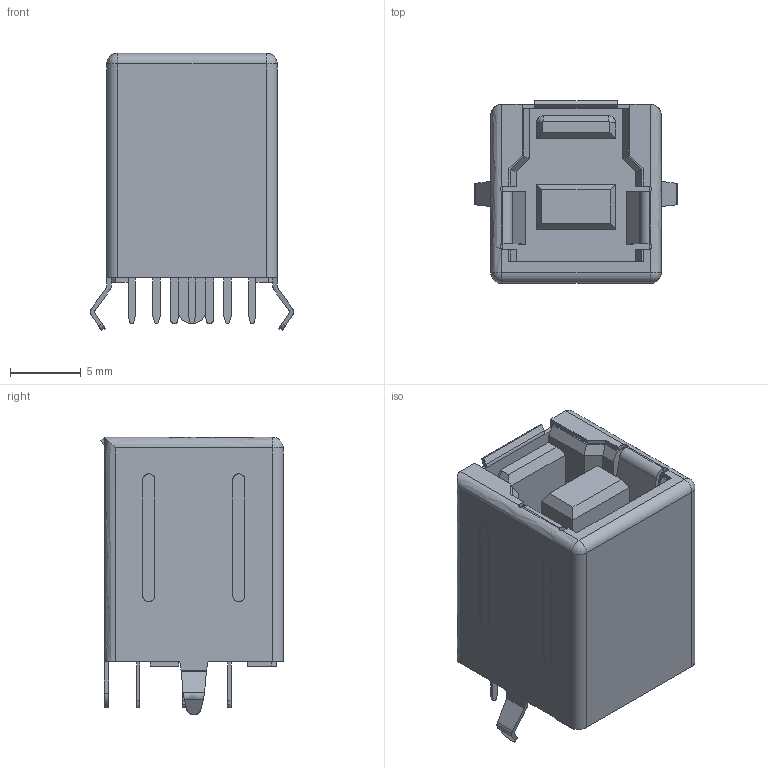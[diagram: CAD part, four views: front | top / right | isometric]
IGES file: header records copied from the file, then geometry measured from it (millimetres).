
Start section: SolidWorks IGES file using analytic representation for surfaces
Global section: file name: KUSBVX-BS1N9-BL30_rA4.IGS; native system: SolidWorks 2012; preprocessor: SolidWorks 2012; author: Ckelleher; date: 140507.130923; units: millimetre
Bounding box: 14.31 x 12.86 x 19.55 mm (x, y, z)
Surface area: 2014.7 mm2 (no closed solid volume)
Topology: 0 solids, 0 shells, 331 faces, 2186 edges, 2184 vertices
Faces by surface type: bspline 260, revolution 71
